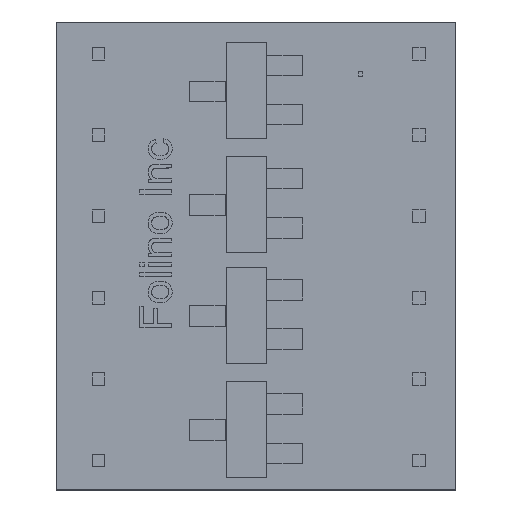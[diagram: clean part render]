
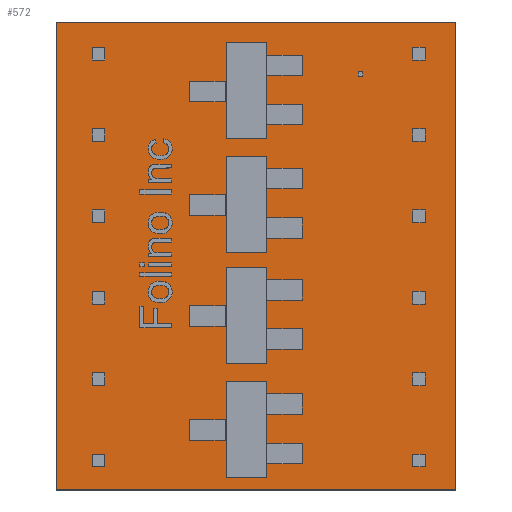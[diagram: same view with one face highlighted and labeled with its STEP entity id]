
A CAD part, top view. The second image highlights one B-rep face of the part: STEP entity #572.
In plain terms, the highlighted planar face has unit normal (0, 0, 1).
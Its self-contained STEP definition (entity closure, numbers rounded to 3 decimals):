
#572=ADVANCED_FACE('',(#844),#3982,.T.);
#844=FACE_OUTER_BOUND('',#1120,.T.);
#1120=EDGE_LOOP('',(#1953,#1954,#1955,#1956));
#1953=ORIENTED_EDGE('',*,*,#2703,.T.);
#1954=ORIENTED_EDGE('',*,*,#2707,.T.);
#1955=ORIENTED_EDGE('',*,*,#2710,.T.);
#1956=ORIENTED_EDGE('',*,*,#2712,.T.);
#2703=EDGE_CURVE('',#3696,#3695,#3267,.T.);
#2707=EDGE_CURVE('',#3695,#3698,#3271,.T.);
#2710=EDGE_CURVE('',#3698,#3700,#3274,.T.);
#2712=EDGE_CURVE('',#3700,#3696,#3276,.T.);
#3267=B_SPLINE_CURVE_WITH_KNOTS('',1,(#6407,#6408),.UNSPECIFIED.,.F.,.F.,
(2,2),(0.,12.452),.UNSPECIFIED.);
#3271=B_SPLINE_CURVE_WITH_KNOTS('',1,(#6415,#6416),.UNSPECIFIED.,.F.,.F.,
(2,2),(12.452,27.055),.UNSPECIFIED.);
#3274=B_SPLINE_CURVE_WITH_KNOTS('',1,(#6421,#6422),.UNSPECIFIED.,.F.,.F.,
(2,2),(27.055,39.508),.UNSPECIFIED.);
#3276=B_SPLINE_CURVE_WITH_KNOTS('',1,(#6425,#6426),.UNSPECIFIED.,.F.,.F.,
(2,2),(39.508,54.111),.UNSPECIFIED.);
#3695=VERTEX_POINT('',#6397);
#3696=VERTEX_POINT('',#6398);
#3698=VERTEX_POINT('',#6400);
#3700=VERTEX_POINT('',#6402);
#3982=PLANE('',#4240);
#4240=AXIS2_PLACEMENT_3D('',#6394,#4481,$);
#4481=DIRECTION('',(0.,0.,1.));
#6394=CARTESIAN_POINT('',(-0.112,7.285,1.));
#6397=CARTESIAN_POINT('',(12.341,7.285,1.));
#6398=CARTESIAN_POINT('',(-0.112,7.285,1.));
#6400=CARTESIAN_POINT('',(12.341,21.888,1.));
#6402=CARTESIAN_POINT('',(-0.112,21.888,1.));
#6407=CARTESIAN_POINT('',(-0.112,7.285,1.));
#6408=CARTESIAN_POINT('',(12.341,7.285,1.));
#6415=CARTESIAN_POINT('',(12.341,7.285,1.));
#6416=CARTESIAN_POINT('',(12.341,21.888,1.));
#6421=CARTESIAN_POINT('',(12.341,21.888,1.));
#6422=CARTESIAN_POINT('',(-0.112,21.888,1.));
#6425=CARTESIAN_POINT('',(-0.112,21.888,1.));
#6426=CARTESIAN_POINT('',(-0.112,7.285,1.));
